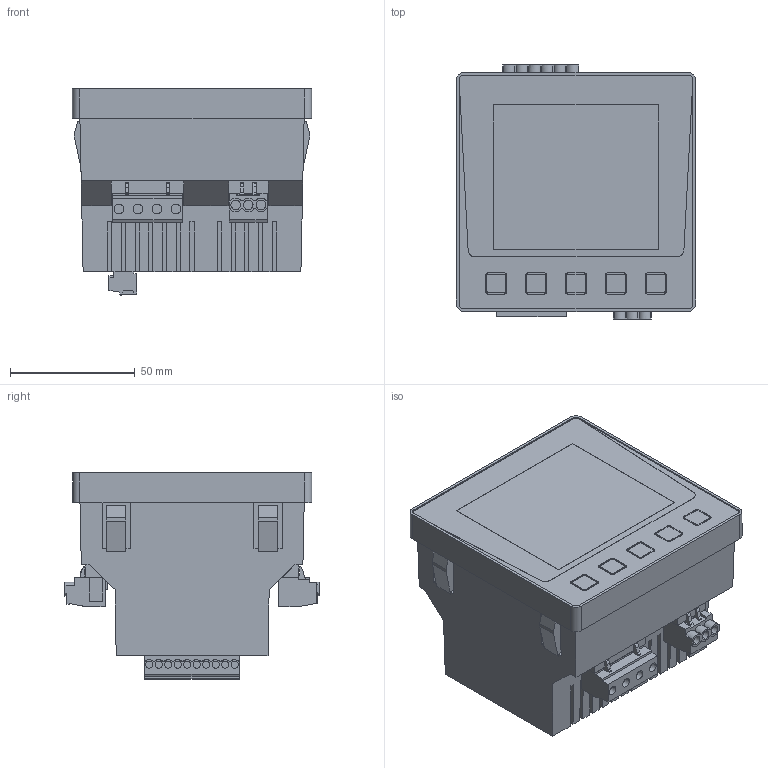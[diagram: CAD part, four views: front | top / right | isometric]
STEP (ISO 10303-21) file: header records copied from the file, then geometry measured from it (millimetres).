
FILE_DESCRIPTION(('CATIA V5 STEP Exchange','CAx-IF Rec.Pracs.--- Model Styling and Organization---1.4--- 2014-01-23'),'2;1');
FILE_NAME ('1175390-2_1', '2023-05-31T11:50:38+00:00', ('none'), ('Weidmueller'), 'CATIA Version 5-6 Release 2016 SP3 HF44', 'CATIA V5 STEP AP214', 'none');
FILE_SCHEMA(('AUTOMOTIVE_DESIGN { 1 0 10303 214 1 1 1 1 }'));
Products named in the file (1): S3D_EM220_RTU_4DI2DO
Bounding box: 96 x 101.98 x 82.9 mm (x, y, z)
Volume: 523913.6 mm3; surface area: 79842.8 mm2
Topology: 40 solids, 40 shells, 1889 faces, 5279 edges, 3584 vertices
Faces by surface type: plane 1469, cylinder 294, extrusion 70, cone 56
Entity records: 59971 total; most frequent: CARTESIAN_POINT 12350, ORIENTED_EDGE 10558, DIRECTION 7396, EDGE_CURVE 5279, VECTOR 4222, LINE 4152, VERTEX_POINT 3584, EDGE_LOOP 2015
